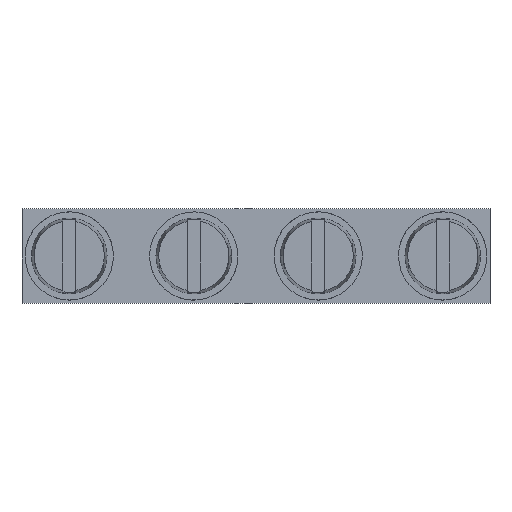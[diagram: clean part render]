
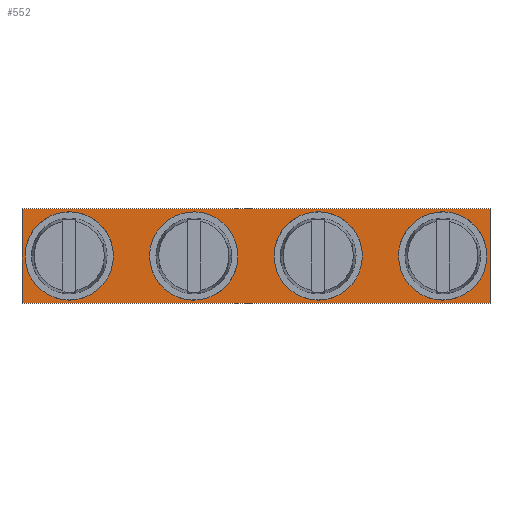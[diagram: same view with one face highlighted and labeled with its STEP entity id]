
A CAD part, top view. The second image highlights one B-rep face of the part: STEP entity #552.
In plain terms, the highlighted planar face has unit normal (0, 0, 1).
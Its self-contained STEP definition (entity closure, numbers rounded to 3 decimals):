
#445=AXIS2_PLACEMENT_3D('Circle Axis2P3D',#443,#444,$) ;
#458=AXIS2_PLACEMENT_3D('Plane Axis2P3D',#455,#456,#457) ;
#496=AXIS2_PLACEMENT_3D('Circle Axis2P3D',#494,#495,$) ;
#505=AXIS2_PLACEMENT_3D('Circle Axis2P3D',#503,#504,$) ;
#514=AXIS2_PLACEMENT_3D('Circle Axis2P3D',#512,#513,$) ;
#523=AXIS2_PLACEMENT_3D('Circle Axis2P3D',#521,#522,$) ;
#536=AXIS2_PLACEMENT_3D('Circle Axis2P3D',#534,#535,$) ;
#545=AXIS2_PLACEMENT_3D('Circle Axis2P3D',#543,#544,$) ;
#410=CARTESIAN_POINT('Vertex',(13.7,3.,19.6)) ;
#414=CARTESIAN_POINT('Control Point',(13.7,3.,19.6)) ;
#415=CARTESIAN_POINT('Control Point',(13.7,3.88,19.6)) ;
#416=CARTESIAN_POINT('Control Point',(13.355,4.759,19.6)) ;
#417=CARTESIAN_POINT('Control Point',(12.659,5.455,19.6)) ;
#418=CARTESIAN_POINT('Control Point',(10.9,6.145,19.6)) ;
#419=CARTESIAN_POINT('Control Point',(9.141,5.455,19.6)) ;
#420=CARTESIAN_POINT('Control Point',(8.445,4.759,19.6)) ;
#421=CARTESIAN_POINT('Control Point',(8.1,3.88,19.6)) ;
#422=CARTESIAN_POINT('Control Point',(8.1,3.,19.6)) ;
#423=CARTESIAN_POINT('Vertex',(8.1,3.,19.6)) ;
#443=CARTESIAN_POINT('Axis2P3D Location',(10.9,3.,19.6)) ;
#455=CARTESIAN_POINT('Axis2P3D Location',(0.,0.,19.6)) ;
#460=CARTESIAN_POINT('Line Origine',(14.85,6.,19.6)) ;
#464=CARTESIAN_POINT('Vertex',(29.7,6.,19.6)) ;
#466=CARTESIAN_POINT('Vertex',(0.,6.,19.6)) ;
#469=CARTESIAN_POINT('Line Origine',(0.,3.,19.6)) ;
#473=CARTESIAN_POINT('Vertex',(0.,0.,19.6)) ;
#476=CARTESIAN_POINT('Line Origine',(14.85,0.,19.6)) ;
#480=CARTESIAN_POINT('Vertex',(29.7,0.,19.6)) ;
#483=CARTESIAN_POINT('Line Origine',(29.7,3.,19.6)) ;
#494=CARTESIAN_POINT('Axis2P3D Location',(26.7,3.,19.6)) ;
#498=CARTESIAN_POINT('Vertex',(23.9,3.,19.6)) ;
#500=CARTESIAN_POINT('Vertex',(29.5,3.,19.6)) ;
#503=CARTESIAN_POINT('Axis2P3D Location',(26.7,3.,19.6)) ;
#512=CARTESIAN_POINT('Axis2P3D Location',(18.8,3.,19.6)) ;
#516=CARTESIAN_POINT('Vertex',(16.,3.,19.6)) ;
#518=CARTESIAN_POINT('Vertex',(21.6,3.,19.6)) ;
#521=CARTESIAN_POINT('Axis2P3D Location',(18.8,3.,19.6)) ;
#534=CARTESIAN_POINT('Axis2P3D Location',(3.,3.,19.6)) ;
#538=CARTESIAN_POINT('Vertex',(0.2,3.,19.6)) ;
#540=CARTESIAN_POINT('Vertex',(5.8,3.,19.6)) ;
#543=CARTESIAN_POINT('Axis2P3D Location',(3.,3.,19.6)) ;
#444=DIRECTION('Axis2P3D Direction',(0.,0.,-1.)) ;
#456=DIRECTION('Axis2P3D Direction',(0.,0.,1.)) ;
#457=DIRECTION('Axis2P3D XDirection',(1.,0.,0.)) ;
#461=DIRECTION('Vector Direction',(-1.,0.,0.)) ;
#470=DIRECTION('Vector Direction',(0.,-1.,0.)) ;
#477=DIRECTION('Vector Direction',(1.,0.,0.)) ;
#484=DIRECTION('Vector Direction',(0.,1.,0.)) ;
#495=DIRECTION('Axis2P3D Direction',(0.,0.,1.)) ;
#504=DIRECTION('Axis2P3D Direction',(0.,0.,1.)) ;
#513=DIRECTION('Axis2P3D Direction',(0.,0.,1.)) ;
#522=DIRECTION('Axis2P3D Direction',(0.,0.,1.)) ;
#535=DIRECTION('Axis2P3D Direction',(0.,0.,1.)) ;
#544=DIRECTION('Axis2P3D Direction',(0.,0.,1.)) ;
#462=VECTOR('Line Direction',#461,1.) ;
#471=VECTOR('Line Direction',#470,1.) ;
#478=VECTOR('Line Direction',#477,1.) ;
#485=VECTOR('Line Direction',#484,1.) ;
#489=ORIENTED_EDGE('',*,*,#468,.T.) ;
#490=ORIENTED_EDGE('',*,*,#475,.T.) ;
#491=ORIENTED_EDGE('',*,*,#482,.T.) ;
#492=ORIENTED_EDGE('',*,*,#487,.T.) ;
#509=ORIENTED_EDGE('',*,*,#502,.F.) ;
#510=ORIENTED_EDGE('',*,*,#507,.F.) ;
#527=ORIENTED_EDGE('',*,*,#520,.F.) ;
#528=ORIENTED_EDGE('',*,*,#525,.F.) ;
#531=ORIENTED_EDGE('',*,*,#447,.F.) ;
#532=ORIENTED_EDGE('',*,*,#425,.F.) ;
#549=ORIENTED_EDGE('',*,*,#542,.F.) ;
#550=ORIENTED_EDGE('',*,*,#547,.F.) ;
#511=FACE_BOUND('',#508,.T.) ;
#529=FACE_BOUND('',#526,.T.) ;
#533=FACE_BOUND('',#530,.T.) ;
#551=FACE_BOUND('',#548,.T.) ;
#552=ADVANCED_FACE('_Q 4 SAK6N 0456900000',(#493,#511,#529,#533,#551),#459,.T.) ;
#413=B_SPLINE_CURVE_WITH_KNOTS('',5,(#414,#415,#416,#417,#418,#419,#420,#421,#422),.UNSPECIFIED.,.F.,.U.,(6,3,6),(-4.398,0.,4.398),.UNSPECIFIED.) ;
#446=CIRCLE('generated circle',#445,2.8) ;
#497=CIRCLE('generated circle',#496,2.8) ;
#506=CIRCLE('generated circle',#505,2.8) ;
#515=CIRCLE('generated circle',#514,2.8) ;
#524=CIRCLE('generated circle',#523,2.8) ;
#537=CIRCLE('generated circle',#536,2.8) ;
#546=CIRCLE('generated circle',#545,2.8) ;
#425=EDGE_CURVE('',#411,#424,#413,.T.) ;
#447=EDGE_CURVE('',#424,#411,#446,.F.) ;
#468=EDGE_CURVE('',#465,#467,#463,.T.) ;
#475=EDGE_CURVE('',#467,#474,#472,.T.) ;
#482=EDGE_CURVE('',#474,#481,#479,.T.) ;
#487=EDGE_CURVE('',#481,#465,#486,.T.) ;
#502=EDGE_CURVE('',#499,#501,#497,.T.) ;
#507=EDGE_CURVE('',#501,#499,#506,.T.) ;
#520=EDGE_CURVE('',#517,#519,#515,.T.) ;
#525=EDGE_CURVE('',#519,#517,#524,.T.) ;
#542=EDGE_CURVE('',#539,#541,#537,.T.) ;
#547=EDGE_CURVE('',#541,#539,#546,.T.) ;
#488=EDGE_LOOP('',(#489,#490,#491,#492)) ;
#508=EDGE_LOOP('',(#509,#510)) ;
#526=EDGE_LOOP('',(#527,#528)) ;
#530=EDGE_LOOP('',(#531,#532)) ;
#548=EDGE_LOOP('',(#549,#550)) ;
#493=FACE_OUTER_BOUND('',#488,.T.) ;
#463=LINE('Line',#460,#462) ;
#472=LINE('Line',#469,#471) ;
#479=LINE('Line',#476,#478) ;
#486=LINE('Line',#483,#485) ;
#459=PLANE('',#458) ;
#411=VERTEX_POINT('',#410) ;
#424=VERTEX_POINT('',#423) ;
#465=VERTEX_POINT('',#464) ;
#467=VERTEX_POINT('',#466) ;
#474=VERTEX_POINT('',#473) ;
#481=VERTEX_POINT('',#480) ;
#499=VERTEX_POINT('',#498) ;
#501=VERTEX_POINT('',#500) ;
#517=VERTEX_POINT('',#516) ;
#519=VERTEX_POINT('',#518) ;
#539=VERTEX_POINT('',#538) ;
#541=VERTEX_POINT('',#540) ;
